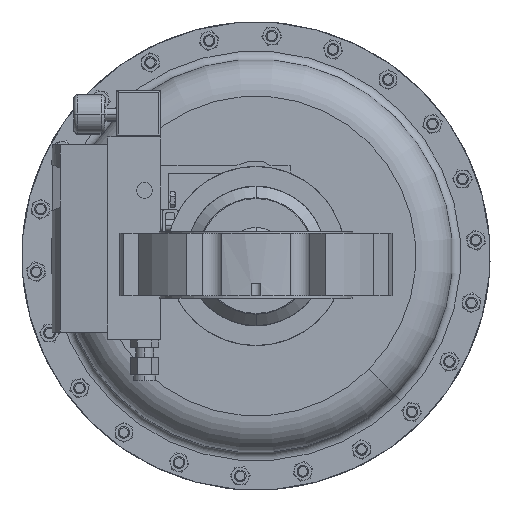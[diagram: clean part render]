
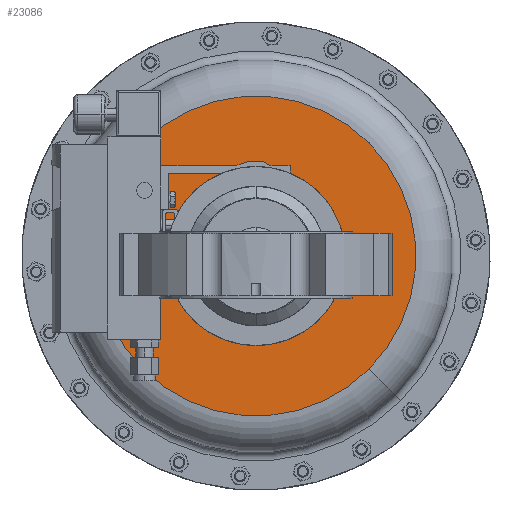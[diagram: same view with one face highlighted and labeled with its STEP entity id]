
A CAD part, front view. The second image highlights one B-rep face of the part: STEP entity #23086.
In plain terms, the highlighted planar face has unit normal (0, -1, 0).
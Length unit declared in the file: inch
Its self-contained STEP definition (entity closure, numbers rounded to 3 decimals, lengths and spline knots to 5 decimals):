
#514 = CARTESIAN_POINT ( 'NONE',  ( 0., 14.2515, 0. ) ) ;
#916 = CARTESIAN_POINT ( 'NONE',  ( -3.62392, 14.2515, -3.62392 ) ) ;
#1499 = ORIENTED_EDGE ( 'NONE', *, *, #33183, .F. ) ;
#2028 = CARTESIAN_POINT ( 'NONE',  ( -3.62392, 14.2515, 3.62392 ) ) ;
#2602 = CARTESIAN_POINT ( 'NONE',  ( 0., 14.2515, 0. ) ) ;
#3821 = DIRECTION ( 'NONE',  ( 0.707, 0., -0.707 ) ) ;
#4189 = CARTESIAN_POINT ( 'NONE',  ( 1.67938, 14.2515, -1.67938 ) ) ;
#5931 = DIRECTION ( 'NONE',  ( -0.707, 0., 0.707 ) ) ;
#6570 = VERTEX_POINT ( 'NONE', #9591 ) ;
#7819 = EDGE_CURVE ( 'NONE', #33914, #6570, #15990, .T. ) ;
#8956 = CIRCLE ( 'NONE', #37378, 2.375 ) ;
#9141 = DIRECTION ( 'NONE',  ( 0., 1., 0. ) ) ;
#9591 = CARTESIAN_POINT ( 'NONE',  ( -1.67938, 14.2515, 1.67938 ) ) ;
#9613 = CIRCLE ( 'NONE', #28936, 5.125 ) ;
#10876 = DIRECTION ( 'NONE',  ( 0., -1., 0. ) ) ;
#12227 = FACE_BOUND ( 'NONE', #25344, .T. ) ;
#12890 = DIRECTION ( 'NONE',  ( 0., 1., 0. ) ) ;
#15990 = CIRCLE ( 'NONE', #30938, 2.375 ) ;
#16879 = PLANE ( 'NONE',  #34006 ) ;
#17797 = ORIENTED_EDGE ( 'NONE', *, *, #31592, .T. ) ;
#22504 = CARTESIAN_POINT ( 'NONE',  ( 3.62392, 14.2515, -3.62392 ) ) ;
#23086 = ADVANCED_FACE ( 'NONE', ( #37541, #12227 ), #16879, .T. ) ;
#23393 = VERTEX_POINT ( 'NONE', #22504 ) ;
#23553 = DIRECTION ( 'NONE',  ( 0., 1., 0. ) ) ;
#25344 = EDGE_LOOP ( 'NONE', ( #26652, #17797 ) ) ;
#25600 = EDGE_LOOP ( 'NONE', ( #1499, #29545 ) ) ;
#25671 = DIRECTION ( 'NONE',  ( 0., 1., 0. ) ) ;
#25783 = AXIS2_PLACEMENT_3D ( 'NONE', #32657, #12890, #35988 ) ;
#26652 = ORIENTED_EDGE ( 'NONE', *, *, #7819, .T. ) ;
#26894 = CIRCLE ( 'NONE', #25783, 5.125 ) ;
#28897 = CARTESIAN_POINT ( 'NONE',  ( 0., 14.2515, 0. ) ) ;
#28936 = AXIS2_PLACEMENT_3D ( 'NONE', #514, #23553, #3821 ) ;
#29545 = ORIENTED_EDGE ( 'NONE', *, *, #37727, .F. ) ;
#30938 = AXIS2_PLACEMENT_3D ( 'NONE', #28897, #9141, #32232 ) ;
#31592 = EDGE_CURVE ( 'NONE', #6570, #33914, #8956, .T. ) ;
#32178 = VERTEX_POINT ( 'NONE', #2028 ) ;
#32232 = DIRECTION ( 'NONE',  ( -0.707, 0., 0.707 ) ) ;
#32657 = CARTESIAN_POINT ( 'NONE',  ( 0., 14.2515, 0. ) ) ;
#33183 = EDGE_CURVE ( 'NONE', #23393, #32178, #26894, .T. ) ;
#33914 = VERTEX_POINT ( 'NONE', #4189 ) ;
#33934 = DIRECTION ( 'NONE',  ( -0.707, 0., 0.707 ) ) ;
#34006 = AXIS2_PLACEMENT_3D ( 'NONE', #916, #10876, #33934 ) ;
#35988 = DIRECTION ( 'NONE',  ( 0.707, 0., -0.707 ) ) ;
#37378 = AXIS2_PLACEMENT_3D ( 'NONE', #2602, #25671, #5931 ) ;
#37541 = FACE_OUTER_BOUND ( 'NONE', #25600, .T. ) ;
#37727 = EDGE_CURVE ( 'NONE', #32178, #23393, #9613, .T. ) ;
